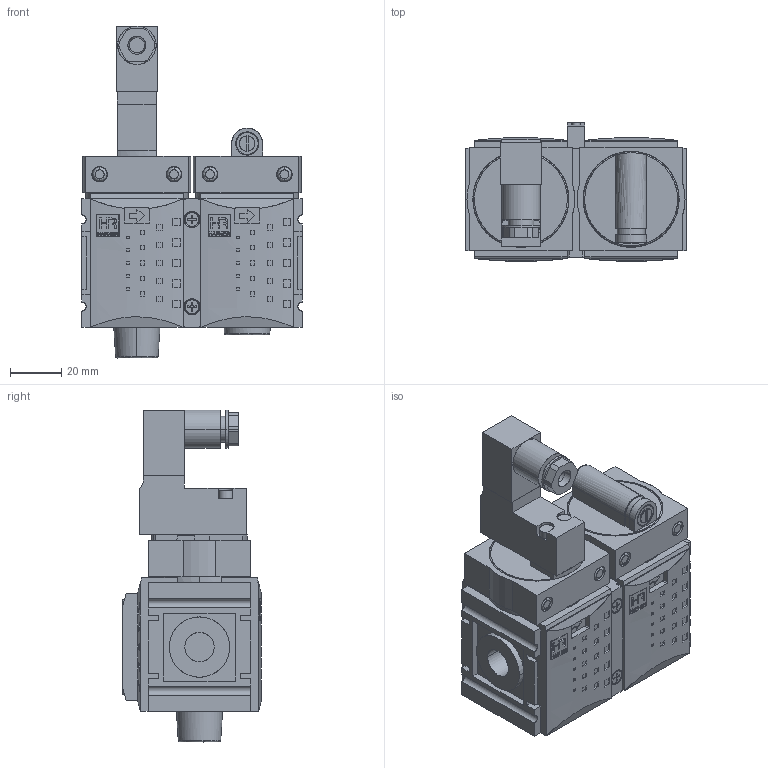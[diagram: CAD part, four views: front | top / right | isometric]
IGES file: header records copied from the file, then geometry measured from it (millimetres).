
Start section: SolidWorks IGES file using analytic representation for surfaces
Global section: file name: PNK2SA-014.IGS; native system: SolidWorks 2013; preprocessor: SolidWorks 2013; author: grafika; date: 131107.125835; units: millimetre
Bounding box: 86 x 53.98 x 129.4 mm (x, y, z)
Surface area: 54007.9 mm2 (no closed solid volume)
Topology: 0 solids, 0 shells, 1555 faces, 12242 edges, 12239 vertices
Faces by surface type: bspline 1277, revolution 278
